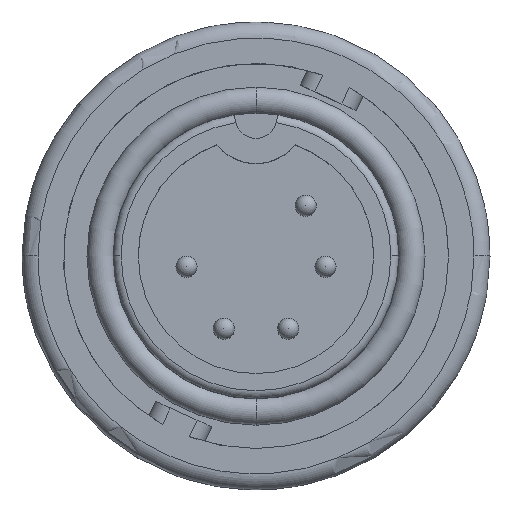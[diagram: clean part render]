
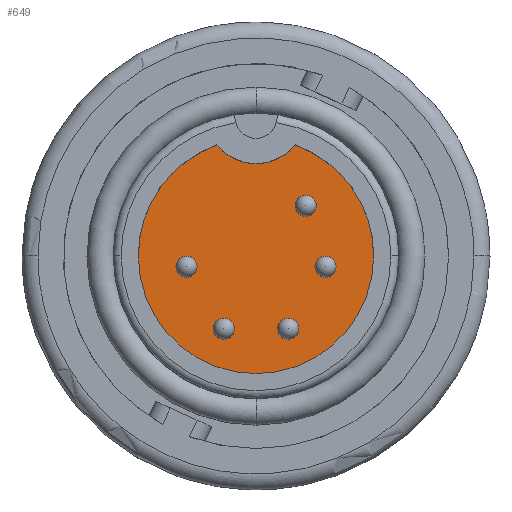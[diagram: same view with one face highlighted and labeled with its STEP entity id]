
A CAD part, top view. The second image highlights one B-rep face of the part: STEP entity #649.
In plain terms, the highlighted planar face has unit normal (0, 0, 1).
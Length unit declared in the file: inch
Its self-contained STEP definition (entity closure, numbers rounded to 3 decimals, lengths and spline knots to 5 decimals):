
#466 = DIRECTION ( 'NONE',  ( -1., 0., 0. ) ) ;
#467 = DIRECTION ( 'NONE',  ( 0., 0., -1. ) ) ;
#469 = CARTESIAN_POINT ( 'NONE',  ( 0.06, -0.136, -0.255 ) ) ;
#649 = ADVANCED_FACE ( 'NONE', ( #14547, #14507, #14651, #14505, #14642, #14529 ), #13171, .T. ) ;
#1148 = VERTEX_POINT ( 'NONE', #16954 ) ;
#1149 = VERTEX_POINT ( 'NONE', #16953 ) ;
#1154 = VERTEX_POINT ( 'NONE', #16931 ) ;
#1285 = VERTEX_POINT ( 'NONE', #16862 ) ;
#1449 = VERTEX_POINT ( 'NONE', #16913 ) ;
#1459 = VERTEX_POINT ( 'NONE', #16814 ) ;
#1489 = VERTEX_POINT ( 'NONE', #16820 ) ;
#1492 = VERTEX_POINT ( 'NONE', #16817 ) ;
#1506 = CIRCLE ( 'NONE', #1516, 0.22 ) ;
#1516 = AXIS2_PLACEMENT_3D ( 'NONE', #7376, #7383, #7371 ) ;
#1524 = AXIS2_PLACEMENT_3D ( 'NONE', #7467, #7468, #7469 ) ;
#1531 = AXIS2_PLACEMENT_3D ( 'NONE', #4288, #4289, #4274 ) ;
#1534 = CIRCLE ( 'NONE', #1524, 0.01974 ) ;
#1537 = CIRCLE ( 'NONE', #1531, 0.094 ) ;
#1569 = CIRCLE ( 'NONE', #1676, 0.01974 ) ;
#1576 = AXIS2_PLACEMENT_3D ( 'NONE', #3615, #3616, #3608 ) ;
#1578 = CIRCLE ( 'NONE', #1576, 0.01974 ) ;
#1623 = CIRCLE ( 'NONE', #1683, 0.01974 ) ;
#1674 = CIRCLE ( 'NONE', #1774, 0.22 ) ;
#1676 = AXIS2_PLACEMENT_3D ( 'NONE', #4076, #4077, #4078 ) ;
#1683 = AXIS2_PLACEMENT_3D ( 'NONE', #7427, #7434, #7425 ) ;
#1774 = AXIS2_PLACEMENT_3D ( 'NONE', #11583, #11589, #11584 ) ;
#1813 = CIRCLE ( 'NONE', #1814, 0.01974 ) ;
#1814 = AXIS2_PLACEMENT_3D ( 'NONE', #469, #467, #466 ) ;
#2791 = EDGE_LOOP ( 'NONE', ( #3288, #3153 ) ) ;
#2805 = EDGE_LOOP ( 'NONE', ( #3155, #3290 ) ) ;
#2815 = ORIENTED_EDGE ( 'NONE', *, *, #13418, .T. ) ;
#2828 = ORIENTED_EDGE ( 'NONE', *, *, #13568, .T. ) ;
#2925 = EDGE_LOOP ( 'NONE', ( #3293, #3157 ) ) ;
#2935 = EDGE_LOOP ( 'NONE', ( #2815, #2828 ) ) ;
#2974 = EDGE_LOOP ( 'NONE', ( #3124, #3128 ) ) ;
#3011 = EDGE_LOOP ( 'NONE', ( #3161, #3159, #3091, #3295 ) ) ;
#3091 = ORIENTED_EDGE ( 'NONE', *, *, #13476, .T. ) ;
#3124 = ORIENTED_EDGE ( 'NONE', *, *, #12910, .T. ) ;
#3128 = ORIENTED_EDGE ( 'NONE', *, *, #14014, .T. ) ;
#3153 = ORIENTED_EDGE ( 'NONE', *, *, #14087, .T. ) ;
#3155 = ORIENTED_EDGE ( 'NONE', *, *, #14090, .T. ) ;
#3157 = ORIENTED_EDGE ( 'NONE', *, *, #13222, .T. ) ;
#3159 = ORIENTED_EDGE ( 'NONE', *, *, #13809, .T. ) ;
#3161 = ORIENTED_EDGE ( 'NONE', *, *, #14071, .T. ) ;
#3288 = ORIENTED_EDGE ( 'NONE', *, *, #13189, .T. ) ;
#3290 = ORIENTED_EDGE ( 'NONE', *, *, #13717, .T. ) ;
#3293 = ORIENTED_EDGE ( 'NONE', *, *, #13948, .T. ) ;
#3295 = ORIENTED_EDGE ( 'NONE', *, *, #14027, .F. ) ;
#3608 = DIRECTION ( 'NONE',  ( -1., 0., 0. ) ) ;
#3615 = CARTESIAN_POINT ( 'NONE',  ( -0.06, -0.136, -0.255 ) ) ;
#3616 = DIRECTION ( 'NONE',  ( 0., 0., -1. ) ) ;
#4076 = CARTESIAN_POINT ( 'NONE',  ( 0.13, -0.02, -0.255 ) ) ;
#4077 = DIRECTION ( 'NONE',  ( 0., 0., -1. ) ) ;
#4078 = DIRECTION ( 'NONE',  ( -1., 0., 0. ) ) ;
#4274 = DIRECTION ( 'NONE',  ( 1., 0., 0. ) ) ;
#4288 = CARTESIAN_POINT ( 'NONE',  ( 0., 0.26676, -0.255 ) ) ;
#4289 = DIRECTION ( 'NONE',  ( 0., 0., 1. ) ) ;
#4649 = CARTESIAN_POINT ( 'NONE',  ( 0., 0., -0.255 ) ) ;
#4655 = DIRECTION ( 'NONE',  ( 1., 0., 0. ) ) ;
#4656 = DIRECTION ( 'NONE',  ( 0., 0., 1. ) ) ;
#4901 = CARTESIAN_POINT ( 'NONE',  ( -0.13, -0.02, -0.255 ) ) ;
#4912 = DIRECTION ( 'NONE',  ( -1., 0., 0. ) ) ;
#4913 = DIRECTION ( 'NONE',  ( 0., 0., -1. ) ) ;
#5180 = DIRECTION ( 'NONE',  ( -1., 0., 0. ) ) ;
#5181 = DIRECTION ( 'NONE',  ( 0., 0., -1. ) ) ;
#5182 = CARTESIAN_POINT ( 'NONE',  ( -0.13, -0.02, -0.255 ) ) ;
#7371 = DIRECTION ( 'NONE',  ( 1., 0., 0. ) ) ;
#7376 = CARTESIAN_POINT ( 'NONE',  ( 0., 0., -0.255 ) ) ;
#7383 = DIRECTION ( 'NONE',  ( 0., 0., 1. ) ) ;
#7425 = DIRECTION ( 'NONE',  ( -1., 0., 0. ) ) ;
#7427 = CARTESIAN_POINT ( 'NONE',  ( 0.093, 0.094, -0.255 ) ) ;
#7434 = DIRECTION ( 'NONE',  ( 0., 0., -1. ) ) ;
#7467 = CARTESIAN_POINT ( 'NONE',  ( 0.06, -0.136, -0.255 ) ) ;
#7468 = DIRECTION ( 'NONE',  ( 0., 0., -1. ) ) ;
#7469 = DIRECTION ( 'NONE',  ( -1., 0., 0. ) ) ;
#9561 = VERTEX_POINT ( 'NONE', #16756 ) ;
#9591 = VERTEX_POINT ( 'NONE', #16752 ) ;
#9595 = VERTEX_POINT ( 'NONE', #16742 ) ;
#9638 = VERTEX_POINT ( 'NONE', #16708 ) ;
#9646 = VERTEX_POINT ( 'NONE', #16705 ) ;
#9652 = VERTEX_POINT ( 'NONE', #16719 ) ;
#10730 = AXIS2_PLACEMENT_3D ( 'NONE', #4901, #4913, #4912 ) ;
#10782 = CIRCLE ( 'NONE', #10791, 0.22 ) ;
#10791 = AXIS2_PLACEMENT_3D ( 'NONE', #4649, #4656, #4655 ) ;
#10795 = CIRCLE ( 'NONE', #10730, 0.01974 ) ;
#10798 = AXIS2_PLACEMENT_3D ( 'NONE', #5182, #5181, #5180 ) ;
#10827 = CIRCLE ( 'NONE', #10798, 0.01974 ) ;
#10855 = AXIS2_PLACEMENT_3D ( 'NONE', #13172, #13174, #13166 ) ;
#10933 = AXIS2_PLACEMENT_3D ( 'NONE', #14324, #14323, #14322 ) ;
#10938 = CIRCLE ( 'NONE', #10933, 0.01974 ) ;
#10964 = AXIS2_PLACEMENT_3D ( 'NONE', #14666, #14668, #14660 ) ;
#10989 = CIRCLE ( 'NONE', #10964, 0.01974 ) ;
#11397 = AXIS2_PLACEMENT_3D ( 'NONE', #16405, #16404, #16403 ) ;
#11405 = CIRCLE ( 'NONE', #11397, 0.01974 ) ;
#11583 = CARTESIAN_POINT ( 'NONE',  ( 0., 0., -0.255 ) ) ;
#11584 = DIRECTION ( 'NONE',  ( 1., 0., 0. ) ) ;
#11589 = DIRECTION ( 'NONE',  ( 0., 0., 1. ) ) ;
#12910 = EDGE_CURVE ( 'NONE', #1148, #1154, #11405, .T. ) ;
#13166 = DIRECTION ( 'NONE',  ( 1., 0., 0. ) ) ;
#13171 = PLANE ( 'NONE',  #10855 ) ;
#13172 = CARTESIAN_POINT ( 'NONE',  ( 0., 0.13338, -0.255 ) ) ;
#13174 = DIRECTION ( 'NONE',  ( 0., 0., 1. ) ) ;
#13189 = EDGE_CURVE ( 'NONE', #9646, #9595, #10989, .T. ) ;
#13222 = EDGE_CURVE ( 'NONE', #1149, #9652, #10938, .T. ) ;
#13418 = EDGE_CURVE ( 'NONE', #1489, #1492, #10827, .T. ) ;
#13476 = EDGE_CURVE ( 'NONE', #1285, #1449, #10782, .T. ) ;
#13568 = EDGE_CURVE ( 'NONE', #1492, #1489, #10795, .T. ) ;
#13717 = EDGE_CURVE ( 'NONE', #9638, #9591, #1813, .T. ) ;
#13809 = EDGE_CURVE ( 'NONE', #1459, #1285, #1674, .T. ) ;
#13948 = EDGE_CURVE ( 'NONE', #9652, #1149, #1578, .T. ) ;
#14014 = EDGE_CURVE ( 'NONE', #1154, #1148, #1569, .T. ) ;
#14027 = EDGE_CURVE ( 'NONE', #9561, #1449, #1537, .T. ) ;
#14071 = EDGE_CURVE ( 'NONE', #9561, #1459, #1506, .T. ) ;
#14087 = EDGE_CURVE ( 'NONE', #9595, #9646, #1623, .T. ) ;
#14090 = EDGE_CURVE ( 'NONE', #9591, #9638, #1534, .T. ) ;
#14322 = DIRECTION ( 'NONE',  ( -1., 0., 0. ) ) ;
#14323 = DIRECTION ( 'NONE',  ( 0., 0., -1. ) ) ;
#14324 = CARTESIAN_POINT ( 'NONE',  ( -0.06, -0.136, -0.255 ) ) ;
#14505 = FACE_BOUND ( 'NONE', #2925, .T. ) ;
#14507 = FACE_BOUND ( 'NONE', #2974, .T. ) ;
#14529 = FACE_BOUND ( 'NONE', #2791, .T. ) ;
#14547 = FACE_BOUND ( 'NONE', #2935, .T. ) ;
#14642 = FACE_BOUND ( 'NONE', #2805, .T. ) ;
#14651 = FACE_OUTER_BOUND ( 'NONE', #3011, .T. ) ;
#14660 = DIRECTION ( 'NONE',  ( -1., 0., 0. ) ) ;
#14666 = CARTESIAN_POINT ( 'NONE',  ( 0.093, 0.094, -0.255 ) ) ;
#14668 = DIRECTION ( 'NONE',  ( 0., 0., -1. ) ) ;
#16403 = DIRECTION ( 'NONE',  ( -1., 0., 0. ) ) ;
#16404 = DIRECTION ( 'NONE',  ( 0., 0., -1. ) ) ;
#16405 = CARTESIAN_POINT ( 'NONE',  ( 0.13, -0.02, -0.255 ) ) ;
#16705 = CARTESIAN_POINT ( 'NONE',  ( 0.07326, 0.094, -0.255 ) ) ;
#16708 = CARTESIAN_POINT ( 'NONE',  ( 0.07974, -0.136, -0.255 ) ) ;
#16719 = CARTESIAN_POINT ( 'NONE',  ( -0.07974, -0.136, -0.255 ) ) ;
#16742 = CARTESIAN_POINT ( 'NONE',  ( 0.11274, 0.094, -0.255 ) ) ;
#16752 = CARTESIAN_POINT ( 'NONE',  ( 0.04026, -0.136, -0.255 ) ) ;
#16756 = CARTESIAN_POINT ( 'NONE',  ( -0.073, 0.20754, -0.255 ) ) ;
#16814 = CARTESIAN_POINT ( 'NONE',  ( -0.22, 0., -0.255 ) ) ;
#16817 = CARTESIAN_POINT ( 'NONE',  ( -0.11026, -0.02, -0.255 ) ) ;
#16820 = CARTESIAN_POINT ( 'NONE',  ( -0.14974, -0.02, -0.255 ) ) ;
#16862 = CARTESIAN_POINT ( 'NONE',  ( 0.22, 0., -0.255 ) ) ;
#16913 = CARTESIAN_POINT ( 'NONE',  ( 0.073, 0.20754, -0.255 ) ) ;
#16931 = CARTESIAN_POINT ( 'NONE',  ( 0.14974, -0.02, -0.255 ) ) ;
#16953 = CARTESIAN_POINT ( 'NONE',  ( -0.04026, -0.136, -0.255 ) ) ;
#16954 = CARTESIAN_POINT ( 'NONE',  ( 0.11026, -0.02, -0.255 ) ) ;
